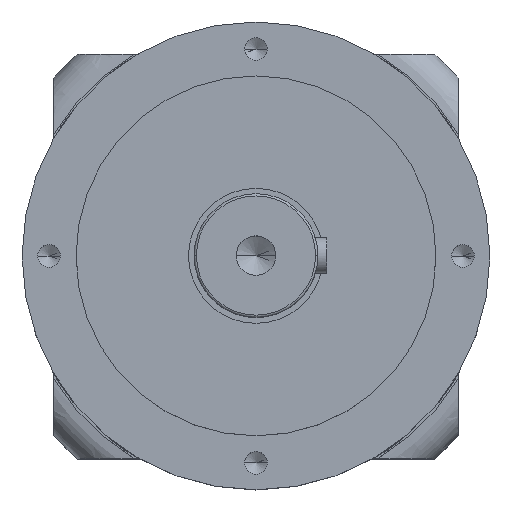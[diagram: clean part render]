
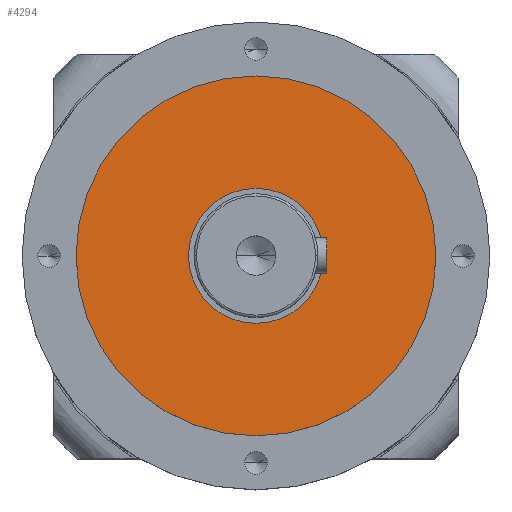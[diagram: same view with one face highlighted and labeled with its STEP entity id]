
A CAD part, top view. The second image highlights one B-rep face of the part: STEP entity #4294.
In plain terms, the highlighted planar face has unit normal (0, 0, 1).
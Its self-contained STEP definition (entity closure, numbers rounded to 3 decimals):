
#367 = CIRCLE ( 'NONE', #7418, 80. ) ;
#400 = EDGE_CURVE ( 'NONE', #3206, #2460, #367, .T. ) ;
#543 = AXIS2_PLACEMENT_3D ( 'NONE', #7616, #3270, #8370 ) ;
#643 = ORIENTED_EDGE ( 'NONE', *, *, #1093, .F. ) ;
#844 = FACE_BOUND ( 'NONE', #5987, .T. ) ;
#1026 = PLANE ( 'NONE',  #8501 ) ;
#1093 = EDGE_CURVE ( 'NONE', #3721, #5824, #6618, .T. ) ;
#1756 = ORIENTED_EDGE ( 'NONE', *, *, #5356, .T. ) ;
#2208 = DIRECTION ( 'NONE',  ( 1., 0., 0. ) ) ;
#2460 = VERTEX_POINT ( 'NONE', #5290 ) ;
#2493 = CARTESIAN_POINT ( 'NONE',  ( 0., 0., -85. ) ) ;
#2736 = CARTESIAN_POINT ( 'NONE',  ( 0., 0., -85. ) ) ;
#2806 = CIRCLE ( 'NONE', #543, 80. ) ;
#2964 = CARTESIAN_POINT ( 'NONE',  ( 0., 0., -85. ) ) ;
#3021 = ORIENTED_EDGE ( 'NONE', *, *, #7381, .F. ) ;
#3206 = VERTEX_POINT ( 'NONE', #9286 ) ;
#3223 = DIRECTION ( 'NONE',  ( -1., 0., 0. ) ) ;
#3270 = DIRECTION ( 'NONE',  ( 0., 0., 1. ) ) ;
#3502 = DIRECTION ( 'NONE',  ( 0., 0., 1. ) ) ;
#3656 = EDGE_LOOP ( 'NONE', ( #6762, #1756 ) ) ;
#3721 = VERTEX_POINT ( 'NONE', #7682 ) ;
#4251 = AXIS2_PLACEMENT_3D ( 'NONE', #2736, #9271, #4900 ) ;
#4294 = ADVANCED_FACE ( 'NONE', ( #844, #4939 ), #1026, .F. ) ;
#4452 = AXIS2_PLACEMENT_3D ( 'NONE', #7844, #3502, #8598 ) ;
#4900 = DIRECTION ( 'NONE',  ( 1., 0., 0. ) ) ;
#4939 = FACE_OUTER_BOUND ( 'NONE', #3656, .T. ) ;
#5290 = CARTESIAN_POINT ( 'NONE',  ( -80., 0., -85. ) ) ;
#5356 = EDGE_CURVE ( 'NONE', #2460, #3206, #2806, .T. ) ;
#5824 = VERTEX_POINT ( 'NONE', #8932 ) ;
#5987 = EDGE_LOOP ( 'NONE', ( #3021, #643 ) ) ;
#6135 = CIRCLE ( 'NONE', #4452, 30. ) ;
#6618 = CIRCLE ( 'NONE', #4251, 30. ) ;
#6762 = ORIENTED_EDGE ( 'NONE', *, *, #400, .T. ) ;
#7292 = DIRECTION ( 'NONE',  ( 0., 0., 1. ) ) ;
#7381 = EDGE_CURVE ( 'NONE', #5824, #3721, #6135, .T. ) ;
#7418 = AXIS2_PLACEMENT_3D ( 'NONE', #2964, #7292, #2208 ) ;
#7579 = DIRECTION ( 'NONE',  ( 0., 0., -1. ) ) ;
#7616 = CARTESIAN_POINT ( 'NONE',  ( 0., 0., -85. ) ) ;
#7682 = CARTESIAN_POINT ( 'NONE',  ( -30., 0., -85. ) ) ;
#7844 = CARTESIAN_POINT ( 'NONE',  ( 0., 0., -85. ) ) ;
#8370 = DIRECTION ( 'NONE',  ( 1., 0., 0. ) ) ;
#8501 = AXIS2_PLACEMENT_3D ( 'NONE', #2493, #7579, #3223 ) ;
#8598 = DIRECTION ( 'NONE',  ( 1., 0., 0. ) ) ;
#8932 = CARTESIAN_POINT ( 'NONE',  ( 30., 0., -85. ) ) ;
#9271 = DIRECTION ( 'NONE',  ( 0., 0., 1. ) ) ;
#9286 = CARTESIAN_POINT ( 'NONE',  ( 80., 0., -85. ) ) ;
